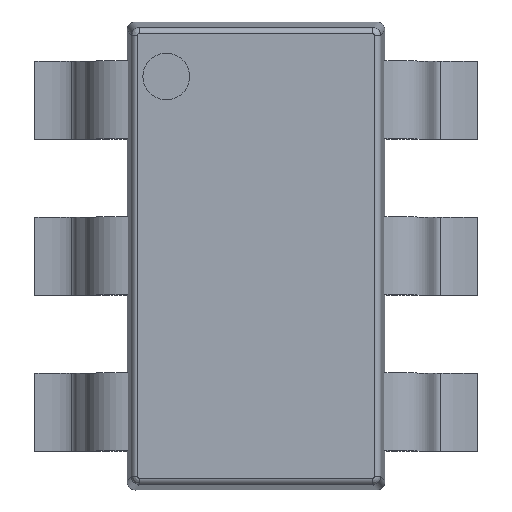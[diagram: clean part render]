
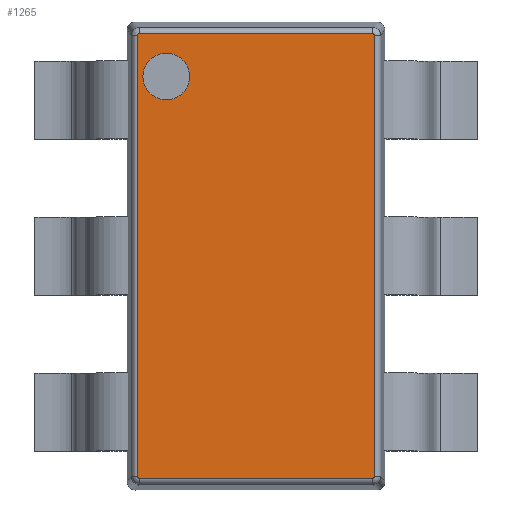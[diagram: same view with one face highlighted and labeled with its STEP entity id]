
A CAD part, top view. The second image highlights one B-rep face of the part: STEP entity #1265.
In plain terms, the highlighted planar face has unit normal (0, 0, 1).
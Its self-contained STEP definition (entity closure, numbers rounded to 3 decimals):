
#22=FACE_BOUND('',#301,.T.);
#23=ELLIPSE('',#1336,0.011,0.01);
#24=ELLIPSE('',#1337,0.011,0.01);
#25=ELLIPSE('',#1338,0.011,0.01);
#26=ELLIPSE('',#1339,0.011,0.01);
#136=PLANE('',#1335);
#228=FACE_OUTER_BOUND('',#300,.T.);
#300=EDGE_LOOP('',(#1113,#1114,#1115,#1116,#1117,#1118,#1119,#1120));
#301=EDGE_LOOP('',(#1121));
#408=LINE('',#3517,#505);
#409=LINE('',#3521,#506);
#410=LINE('',#3525,#507);
#411=LINE('',#3529,#508);
#505=VECTOR('',#1538,10.);
#506=VECTOR('',#1541,10.);
#507=VECTOR('',#1544,10.);
#508=VECTOR('',#1547,10.);
#513=CIRCLE('',#1298,0.15);
#531=VERTEX_POINT('',#1614);
#629=VERTEX_POINT('',#3515);
#630=VERTEX_POINT('',#3516);
#631=VERTEX_POINT('',#3518);
#632=VERTEX_POINT('',#3520);
#633=VERTEX_POINT('',#3522);
#634=VERTEX_POINT('',#3524);
#635=VERTEX_POINT('',#3526);
#636=VERTEX_POINT('',#3528);
#645=EDGE_CURVE('',#531,#531,#513,.T.);
#796=EDGE_CURVE('',#629,#630,#408,.T.);
#797=EDGE_CURVE('',#630,#631,#23,.T.);
#798=EDGE_CURVE('',#631,#632,#409,.T.);
#799=EDGE_CURVE('',#632,#633,#24,.T.);
#800=EDGE_CURVE('',#634,#633,#410,.T.);
#801=EDGE_CURVE('',#634,#635,#25,.T.);
#802=EDGE_CURVE('',#635,#636,#411,.T.);
#803=EDGE_CURVE('',#636,#629,#26,.T.);
#1113=ORIENTED_EDGE('',*,*,#796,.T.);
#1114=ORIENTED_EDGE('',*,*,#797,.T.);
#1115=ORIENTED_EDGE('',*,*,#798,.T.);
#1116=ORIENTED_EDGE('',*,*,#799,.T.);
#1117=ORIENTED_EDGE('',*,*,#800,.F.);
#1118=ORIENTED_EDGE('',*,*,#801,.T.);
#1119=ORIENTED_EDGE('',*,*,#802,.T.);
#1120=ORIENTED_EDGE('',*,*,#803,.T.);
#1121=ORIENTED_EDGE('',*,*,#645,.T.);
#1265=ADVANCED_FACE('',(#228,#22),#136,.T.);
#1298=AXIS2_PLACEMENT_3D('',#1615,#1373,#1374);
#1335=AXIS2_PLACEMENT_3D('',#3514,#1536,#1537);
#1336=AXIS2_PLACEMENT_3D('',#3519,#1539,#1540);
#1337=AXIS2_PLACEMENT_3D('',#3523,#1542,#1543);
#1338=AXIS2_PLACEMENT_3D('',#3527,#1545,#1546);
#1339=AXIS2_PLACEMENT_3D('',#3530,#1548,#1549);
#1373=DIRECTION('center_axis',(0.,0.,-1.));
#1374=DIRECTION('ref_axis',(1.,0.,0.));
#1536=DIRECTION('center_axis',(0.,0.,1.));
#1537=DIRECTION('ref_axis',(-1.,0.,0.));
#1538=DIRECTION('',(0.,-1.,0.));
#1539=DIRECTION('center_axis',(0.,0.,
1.));
#1540=DIRECTION('ref_axis',(-0.681,-0.732,0.));
#1541=DIRECTION('',(1.,0.,0.));
#1542=DIRECTION('center_axis',(0.,0.,
1.));
#1543=DIRECTION('ref_axis',(0.681,-0.732,0.));
#1544=DIRECTION('',(0.,-1.,0.));
#1545=DIRECTION('center_axis',(0.,0.,
1.));
#1546=DIRECTION('ref_axis',(-0.681,-0.732,0.));
#1547=DIRECTION('',(-1.,0.,0.));
#1548=DIRECTION('center_axis',(0.,0.,
1.));
#1549=DIRECTION('ref_axis',(0.681,-0.732,0.));
#1614=CARTESIAN_POINT('',(-0.725,1.15,1.205));
#1615=CARTESIAN_POINT('Origin',(-0.575,1.15,1.205));
#3514=CARTESIAN_POINT('Origin',(-0.797,-1.5,1.205));
#3515=CARTESIAN_POINT('',(-0.759,1.414,1.205));
#3516=CARTESIAN_POINT('',(-0.759,-1.414,1.205));
#3517=CARTESIAN_POINT('',(-0.759,1.414,1.205));
#3518=CARTESIAN_POINT('',(-0.749,-1.424,1.205));
#3519=CARTESIAN_POINT('Origin',(-0.749,-1.414,1.205));
#3520=CARTESIAN_POINT('',(0.749,-1.424,1.205));
#3521=CARTESIAN_POINT('',(-0.749,-1.424,1.205));
#3522=CARTESIAN_POINT('',(0.759,-1.414,1.205));
#3523=CARTESIAN_POINT('Origin',(0.749,-1.414,1.205));
#3524=CARTESIAN_POINT('',(0.759,1.414,1.205));
#3525=CARTESIAN_POINT('',(0.759,1.414,1.205));
#3526=CARTESIAN_POINT('',(0.749,1.424,1.205));
#3527=CARTESIAN_POINT('Origin',(0.749,1.414,1.205));
#3528=CARTESIAN_POINT('',(-0.749,1.424,1.205));
#3529=CARTESIAN_POINT('',(0.749,1.424,1.205));
#3530=CARTESIAN_POINT('Origin',(-0.749,1.414,1.205));
